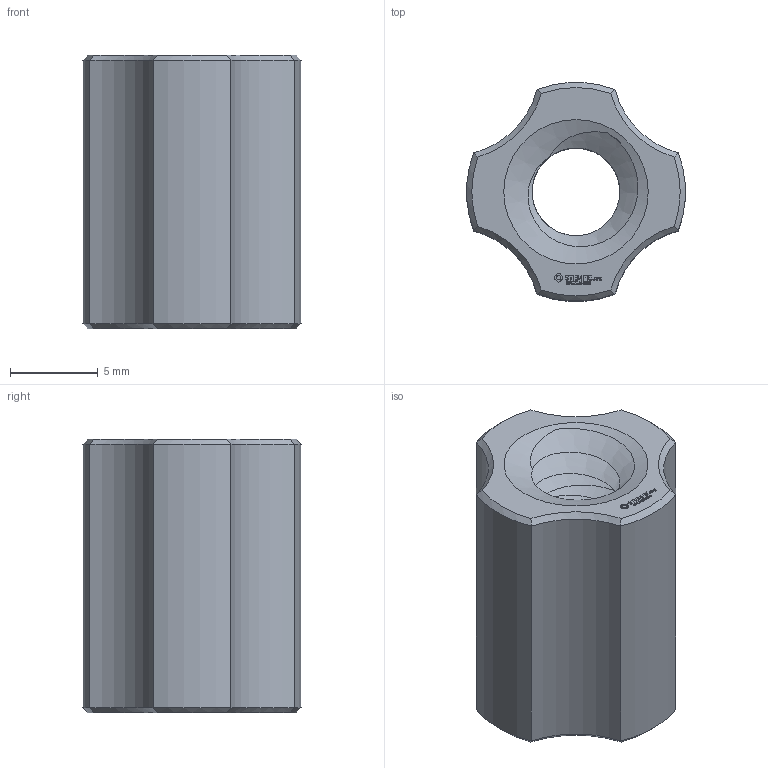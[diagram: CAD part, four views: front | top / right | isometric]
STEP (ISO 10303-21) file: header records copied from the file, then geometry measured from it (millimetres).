
FILE_DESCRIPTION(('FreeCAD Model'),'2;1');
FILE_NAME('Open CASCADE Shape Model','2023-01-06T16:50:46',(''),(''), 'Open CASCADE STEP processor 7.6','FreeCAD','Unknown');
FILE_SCHEMA(('AUTOMOTIVE_DESIGN { 1 0 10303 214 1 1 1 1 }'));
Length unit declared in the file: millimetre
Products named in the file (1): Nut RH BU01.00x01.25 - SPN-NUT-0006 (stemfie.org)
Bounding box: 12.47 x 12.47 x 15.62 mm (x, y, z)
Volume: 1142.5 mm3; surface area: 1349.9 mm2
Topology: 1 solids, 1 shells, 465 faces, 1275 edges, 844 vertices
Faces by surface type: plane 293, bspline 146, cone 18, cylinder 8
Entity records: 37981 total; most frequent: CARTESIAN_POINT 14441, DIRECTION 3540, LINE 2823, VECTOR 2823, ORIENTED_EDGE 2550, PCURVE 2550, DEFINITIONAL_REPRESENTATION 2550, EDGE_CURVE 1275
